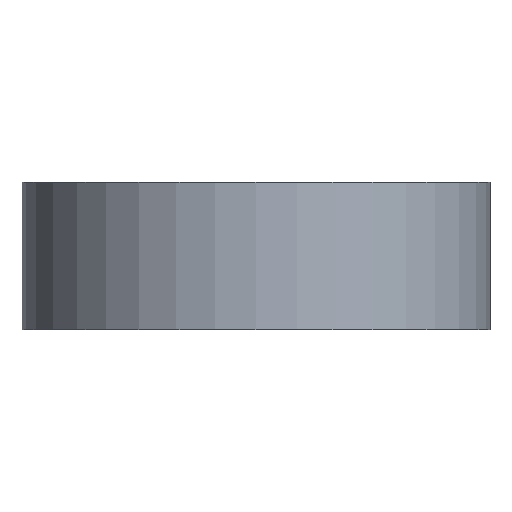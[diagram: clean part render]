
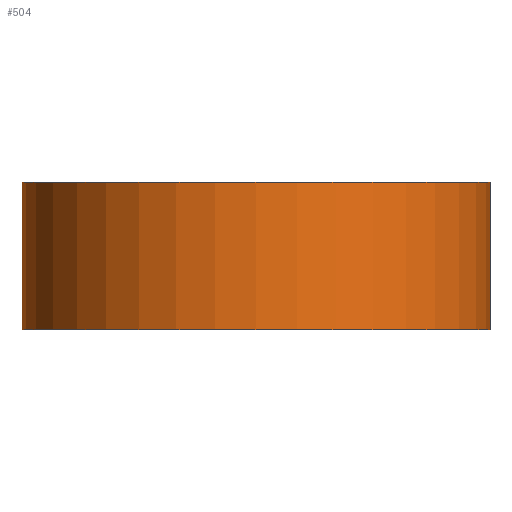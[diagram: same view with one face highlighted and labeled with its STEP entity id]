
A CAD part, front view. The second image highlights one B-rep face of the part: STEP entity #504.
In plain terms, the highlighted cylindrical face has radius 91 mm (diameter 182 mm), a full revolution.
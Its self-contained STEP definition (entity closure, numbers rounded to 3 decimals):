
#27=LINE('',#870,#48);
#48=VECTOR('',#692,91.);
#69=CYLINDRICAL_SURFACE('',#585,91.);
#121=FACE_OUTER_BOUND('',#173,.T.);
#173=EDGE_LOOP('',(#383,#384,#385,#386));
#216=CIRCLE('',#564,91.);
#226=CIRCLE('',#575,91.);
#258=VERTEX_POINT('',#828);
#268=VERTEX_POINT('',#849);
#300=EDGE_CURVE('',#258,#258,#216,.T.);
#310=EDGE_CURVE('',#268,#268,#226,.T.);
#320=EDGE_CURVE('',#258,#268,#27,.T.);
#383=ORIENTED_EDGE('',*,*,#300,.F.);
#384=ORIENTED_EDGE('',*,*,#320,.T.);
#385=ORIENTED_EDGE('',*,*,#310,.T.);
#386=ORIENTED_EDGE('',*,*,#320,.F.);
#504=ADVANCED_FACE('',(#121),#69,.T.);
#564=AXIS2_PLACEMENT_3D('',#829,#648,#649);
#575=AXIS2_PLACEMENT_3D('',#850,#670,#671);
#585=AXIS2_PLACEMENT_3D('',#869,#690,#691);
#648=DIRECTION('center_axis',(0.,0.,-1.));
#649=DIRECTION('ref_axis',(-1.,0.,0.));
#670=DIRECTION('center_axis',(0.,0.,-1.));
#671=DIRECTION('ref_axis',(-1.,0.,0.));
#690=DIRECTION('center_axis',(0.,0.,-1.));
#691=DIRECTION('ref_axis',(-1.,0.,0.));
#692=DIRECTION('',(0.,0.,1.));
#828=CARTESIAN_POINT('',(91.,0.,0.));
#829=CARTESIAN_POINT('Origin',(0.,0.,0.));
#849=CARTESIAN_POINT('',(91.,0.,57.2));
#850=CARTESIAN_POINT('Origin',(0.,0.,57.2));
#869=CARTESIAN_POINT('Origin',(0.,0.,0.));
#870=CARTESIAN_POINT('',(91.,0.,0.));
